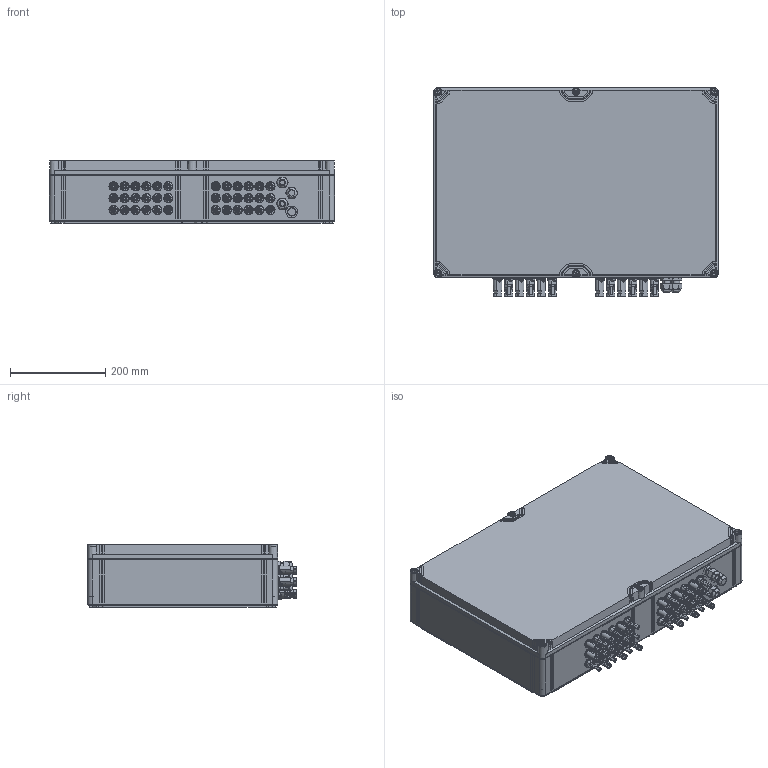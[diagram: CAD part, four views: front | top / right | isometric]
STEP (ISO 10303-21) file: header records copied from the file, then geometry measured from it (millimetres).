
FILE_DESCRIPTION(('CATIA V5 STEP Exchange','CAx-IF Rec.Pracs.--- Model Styling and Organization---1.5--- 2016-08-15','CAx-IF Rec.Pracs.---Supplemental Geometry---1.0---2011-11-01','CAx-IF Rec.Pracs.--- Composite Materials ---1.1---2010-07-15'),'2;1');
FILE_NAME ('D1648935_0', '2025-03-14T13:13:01+00:00', ('none'), ('Weidmueller'), 'CATIA Version 5-6 Release 2022 SP4 HF5', 'CATIA V5 STEP AP214 v3', 'none');
FILE_SCHEMA(('AUTOMOTIVE_DESIGN { 1 0 10303 214 1 1 1 1 }'));
Products named in the file (1): S3D_PVC_DC_2I_1O_6MPP_RD_SPD1R_WM4_11
Bounding box: 600 x 439.25 x 132 mm (x, y, z)
Volume: 31065199.7 mm3; surface area: 886294.6 mm2
Topology: 1 solids, 1 shells, 4094 faces, 12277 edges, 8431 vertices
Faces by surface type: plane 2304, cylinder 1214, cone 396, extrusion 80, sphere 54, revolution 36, bspline 6, torus 4
Entity records: 141355 total; most frequent: CARTESIAN_POINT 38624, ORIENTED_EDGE 24550, DIRECTION 13968, EDGE_CURVE 12275, VERTEX_POINT 8431, VECTOR 6012, LINE 5932, AXIS2_PLACEMENT_3D 5559
